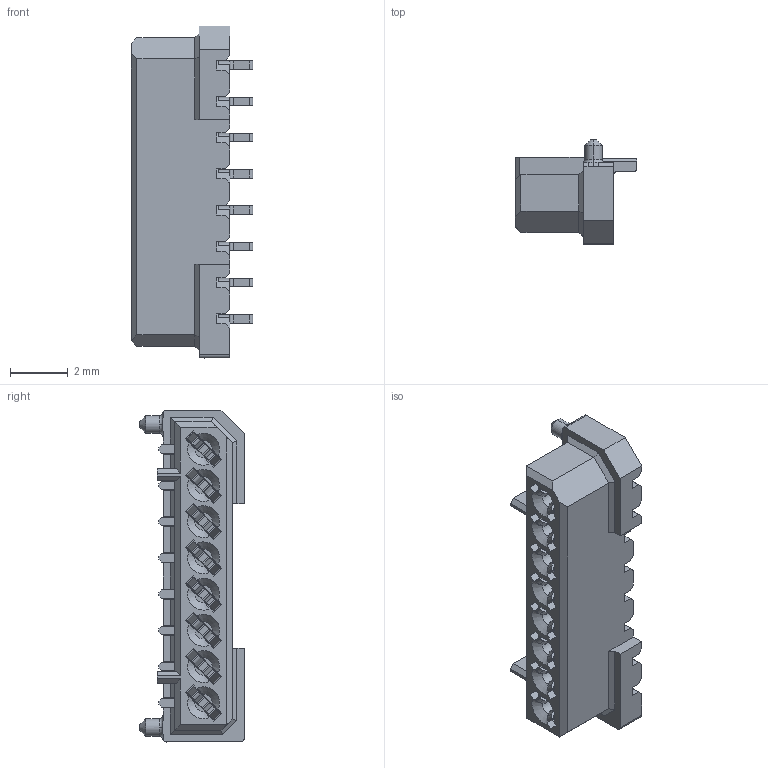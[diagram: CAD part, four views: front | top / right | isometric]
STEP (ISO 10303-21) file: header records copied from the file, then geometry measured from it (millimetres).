
FILE_DESCRIPTION( ('This file contains a STEP AP42 implementation' ,'as created by ZW3D STEP Interface translator.') ,'2;1' );
FILE_NAME( '3652-S008-034XXR02.stp' ,'241017.144158', (''), ('ZWCAD Software Co.'), 'Version 1.0', 'ZW3D to STEP translator', '' );
FILE_SCHEMA(('AUTOMOTIVE_DESIGN { 1 0 10303 214 1 1 1 1 }'));
Length unit declared in the file: millimetre
Products named in the file (4): 0; 3652-S008-034XXR02; h1; st
Assembly tree (9 placements, depth 2):
  0
  3652-S008-034XXR02
    h1
    st  x8
Bounding box: 4.2 x 3.6 x 11.45 mm (x, y, z)
Volume: 70.4 mm3; surface area: 347.6 mm2
Topology: 9 solids, 9 shells, 795 faces, 2222 edges, 1429 vertices
Faces by surface type: plane 558, cylinder 185, cone 36, sphere 8, bspline 4, torus 4
Entity records: 16102 total; most frequent: CARTESIAN_POINT 3072, ORIENTED_EDGE 2676, DIRECTION 2472, EDGE_CURVE 1338, VECTOR 1126, LINE 1126, VERTEX_POINT 848, AXIS2_PLACEMENT_3D 673
